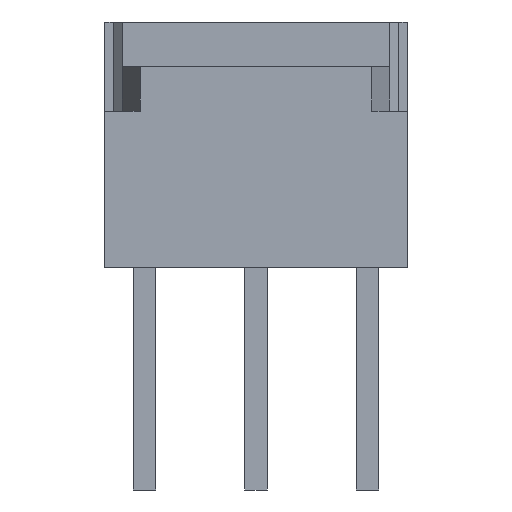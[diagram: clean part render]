
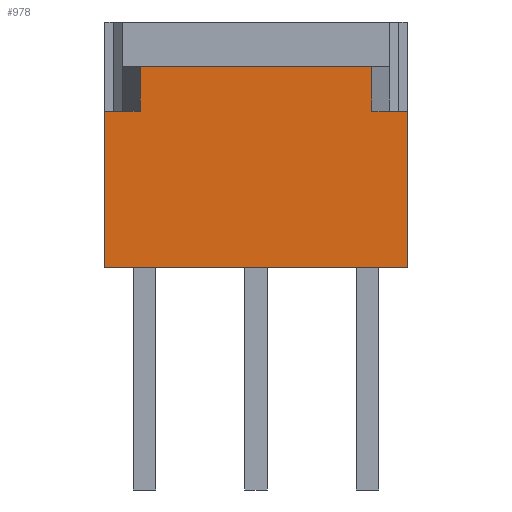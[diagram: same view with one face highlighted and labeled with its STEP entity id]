
A CAD part, front view. The second image highlights one B-rep face of the part: STEP entity #978.
In plain terms, the highlighted planar face has unit normal (0, -1, 0).
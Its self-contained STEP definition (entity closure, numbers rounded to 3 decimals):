
#121 = VERTEX_POINT('',#122);
#122 = CARTESIAN_POINT('',(6.8,0.,0.));
#128 = EDGE_CURVE('',#121,#129,#131,.T.);
#129 = VERTEX_POINT('',#130);
#130 = CARTESIAN_POINT('',(0.,0.,0.));
#131 = LINE('',#132,#133);
#132 = CARTESIAN_POINT('',(6.8,0.,0.));
#133 = VECTOR('',#134,1.);
#134 = DIRECTION('',(-1.,0.,0.));
#185 = VERTEX_POINT('',#186);
#186 = CARTESIAN_POINT('',(6.8,0.,3.5));
#192 = EDGE_CURVE('',#121,#185,#193,.T.);
#193 = LINE('',#194,#195);
#194 = CARTESIAN_POINT('',(6.8,0.,0.));
#195 = VECTOR('',#196,1.);
#196 = DIRECTION('',(0.,0.,1.));
#943 = EDGE_CURVE('',#129,#944,#946,.T.);
#944 = VERTEX_POINT('',#945);
#945 = CARTESIAN_POINT('',(0.,0.,3.5));
#946 = LINE('',#947,#948);
#947 = CARTESIAN_POINT('',(0.,0.,0.));
#948 = VECTOR('',#949,1.);
#949 = DIRECTION('',(0.,0.,1.));
#978 = ADVANCED_FACE('',(#979),#1022,.T.);
#979 = FACE_BOUND('',#980,.T.);
#980 = EDGE_LOOP('',(#981,#982,#983,#991,#999,#1007,#1015,#1021));
#981 = ORIENTED_EDGE('',*,*,#128,.F.);
#982 = ORIENTED_EDGE('',*,*,#192,.T.);
#983 = ORIENTED_EDGE('',*,*,#984,.F.);
#984 = EDGE_CURVE('',#985,#185,#987,.T.);
#985 = VERTEX_POINT('',#986);
#986 = CARTESIAN_POINT('',(6.,0.,3.5));
#987 = LINE('',#988,#989);
#988 = CARTESIAN_POINT('',(6.,0.,3.5));
#989 = VECTOR('',#990,1.);
#990 = DIRECTION('',(1.,0.,0.));
#991 = ORIENTED_EDGE('',*,*,#992,.F.);
#992 = EDGE_CURVE('',#993,#985,#995,.T.);
#993 = VERTEX_POINT('',#994);
#994 = CARTESIAN_POINT('',(6.,0.,4.5));
#995 = LINE('',#996,#997);
#996 = CARTESIAN_POINT('',(6.,0.,5.5));
#997 = VECTOR('',#998,1.);
#998 = DIRECTION('',(-0.,-0.,-1.));
#999 = ORIENTED_EDGE('',*,*,#1000,.T.);
#1000 = EDGE_CURVE('',#993,#1001,#1003,.T.);
#1001 = VERTEX_POINT('',#1002);
#1002 = CARTESIAN_POINT('',(0.8,0.,4.5));
#1003 = LINE('',#1004,#1005);
#1004 = CARTESIAN_POINT('',(6.8,0.,4.5));
#1005 = VECTOR('',#1006,1.);
#1006 = DIRECTION('',(-1.,-0.,-0.));
#1007 = ORIENTED_EDGE('',*,*,#1008,.T.);
#1008 = EDGE_CURVE('',#1001,#1009,#1011,.T.);
#1009 = VERTEX_POINT('',#1010);
#1010 = CARTESIAN_POINT('',(0.8,0.,3.5));
#1011 = LINE('',#1012,#1013);
#1012 = CARTESIAN_POINT('',(0.8,0.,5.5));
#1013 = VECTOR('',#1014,1.);
#1014 = DIRECTION('',(-0.,-0.,-1.));
#1015 = ORIENTED_EDGE('',*,*,#1016,.T.);
#1016 = EDGE_CURVE('',#1009,#944,#1017,.T.);
#1017 = LINE('',#1018,#1019);
#1018 = CARTESIAN_POINT('',(0.8,0.,3.5));
#1019 = VECTOR('',#1020,1.);
#1020 = DIRECTION('',(-1.,0.,0.));
#1021 = ORIENTED_EDGE('',*,*,#943,.F.);
#1022 = PLANE('',#1023);
#1023 = AXIS2_PLACEMENT_3D('',#1024,#1025,#1026);
#1024 = CARTESIAN_POINT('',(6.8,0.,0.));
#1025 = DIRECTION('',(0.,-1.,0.));
#1026 = DIRECTION('',(-1.,0.,0.));
